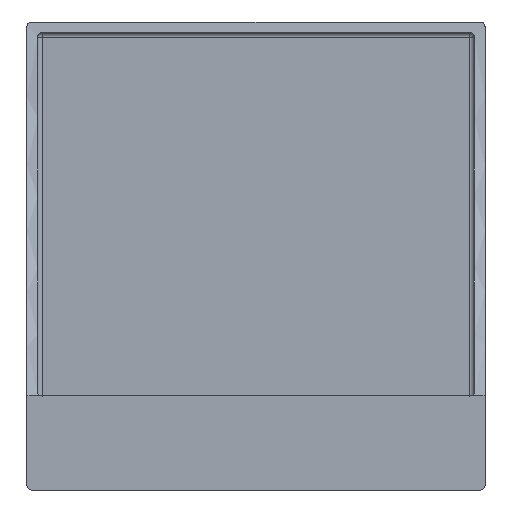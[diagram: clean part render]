
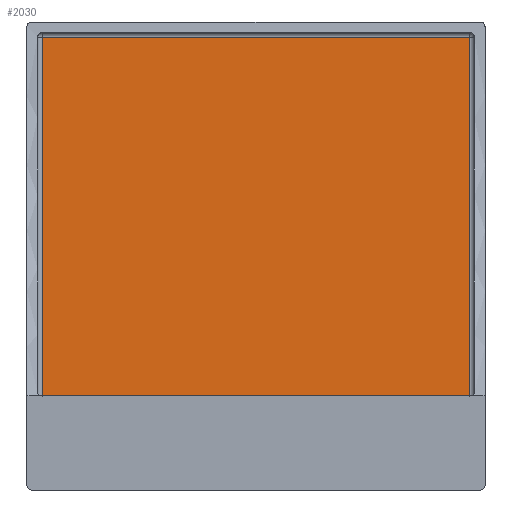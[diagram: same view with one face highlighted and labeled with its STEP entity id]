
A CAD part, front view. The second image highlights one B-rep face of the part: STEP entity #2030.
In plain terms, the highlighted planar face has unit normal (0, -1, 0).
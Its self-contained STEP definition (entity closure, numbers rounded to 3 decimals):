
#17=PLANE('',#2183);
#114=LINE('',#2877,#380);
#115=LINE('',#2886,#381);
#119=LINE('',#2892,#385);
#123=LINE('',#2898,#389);
#380=VECTOR('',#2332,10.);
#381=VECTOR('',#2343,10.);
#385=VECTOR('',#2351,10.);
#389=VECTOR('',#2359,10.);
#680=FACE_OUTER_BOUND('',#794,.T.);
#794=EDGE_LOOP('',(#1476,#1477,#1478,#1479));
#920=VERTEX_POINT('',#2848);
#928=VERTEX_POINT('',#2865);
#931=VERTEX_POINT('',#2872);
#932=VERTEX_POINT('',#2879);
#1121=EDGE_CURVE('',#920,#931,#114,.T.);
#1125=EDGE_CURVE('',#932,#928,#115,.T.);
#1129=EDGE_CURVE('',#931,#932,#119,.T.);
#1133=EDGE_CURVE('',#928,#920,#123,.T.);
#1476=ORIENTED_EDGE('',*,*,#1125,.F.);
#1477=ORIENTED_EDGE('',*,*,#1129,.F.);
#1478=ORIENTED_EDGE('',*,*,#1121,.F.);
#1479=ORIENTED_EDGE('',*,*,#1133,.F.);
#2030=ADVANCED_FACE('',(#680),#17,.F.);
#2183=AXIS2_PLACEMENT_3D('',#2967,#2388,#2389);
#2332=DIRECTION('',(0.,0.,-1.));
#2343=DIRECTION('',(0.,0.,1.));
#2351=DIRECTION('',(-1.,0.,0.));
#2359=DIRECTION('',(1.,0.,0.));
#2388=DIRECTION('center_axis',(0.,1.,0.));
#2389=DIRECTION('ref_axis',(-1.,0.,0.));
#2848=CARTESIAN_POINT('',(68.16,66.2,69.78));
#2865=CARTESIAN_POINT('',(-68.16,66.2,69.78));
#2872=CARTESIAN_POINT('',(68.16,66.2,-70.74));
#2877=CARTESIAN_POINT('',(68.16,66.2,0.));
#2879=CARTESIAN_POINT('',(-68.16,66.2,-70.74));
#2886=CARTESIAN_POINT('',(-68.16,66.2,0.));
#2892=CARTESIAN_POINT('',(36.53,66.2,-70.74));
#2898=CARTESIAN_POINT('',(36.53,66.2,69.78));
#2967=CARTESIAN_POINT('Origin',(73.06,66.2,0.));
